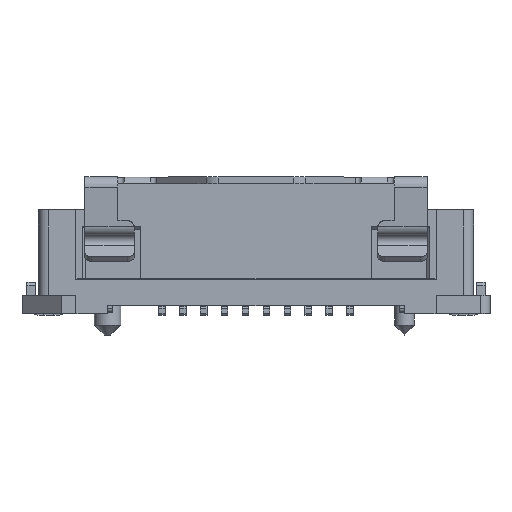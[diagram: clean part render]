
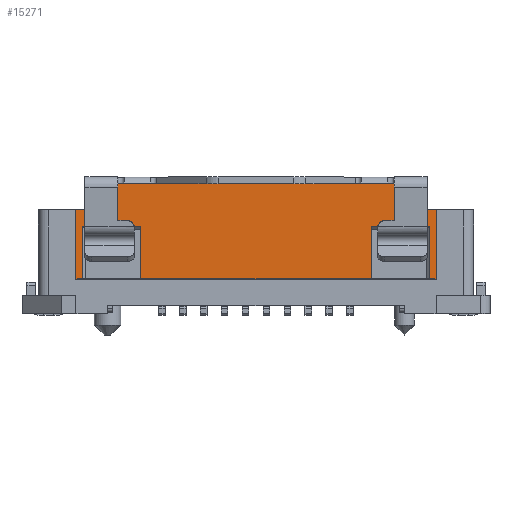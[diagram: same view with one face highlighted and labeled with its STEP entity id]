
A CAD part, top view. The second image highlights one B-rep face of the part: STEP entity #15271.
In plain terms, the highlighted planar face has unit normal (0, 0, 1).
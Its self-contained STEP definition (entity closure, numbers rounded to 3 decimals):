
#2912=DIRECTION('',(1.,0.,0.));
#2913=VECTOR('',#2912,0.46);
#2914=CARTESIAN_POINT('',(4.2,1.975,2.4));
#2915=LINE('',#2914,#2913);
#2916=DIRECTION('',(-0.707,0.707,0.));
#2917=VECTOR('',#2916,0.283);
#2918=CARTESIAN_POINT('',(4.86,1.775,2.4));
#2919=LINE('',#2918,#2917);
#2920=DIRECTION('',(0.,-1.,0.));
#2921=VECTOR('',#2920,0.6);
#2922=CARTESIAN_POINT('',(4.86,1.775,2.4));
#2923=LINE('',#2922,#2921);
#2924=DIRECTION('',(-1.,0.,0.));
#2925=VECTOR('',#2924,0.61);
#2926=CARTESIAN_POINT('',(5.47,1.175,2.4));
#2927=LINE('',#2926,#2925);
#2928=DIRECTION('',(0.,1.,0.));
#2929=VECTOR('',#2928,2.1);
#2930=CARTESIAN_POINT('',(5.47,-0.925,2.4));
#2931=LINE('',#2930,#2929);
#2932=DIRECTION('',(-1.,0.,0.));
#2933=VECTOR('',#2932,0.195);
#2934=CARTESIAN_POINT('',(5.47,-0.925,2.4));
#2935=LINE('',#2934,#2933);
#2936=DIRECTION('',(0.,1.,0.));
#2937=VECTOR('',#2936,1.6);
#2938=CARTESIAN_POINT('',(5.275,-0.925,2.4));
#2939=LINE('',#2938,#2937);
#2940=DIRECTION('',(-1.,0.,0.));
#2941=VECTOR('',#2940,1.775);
#2942=CARTESIAN_POINT('',(5.275,0.675,2.4));
#2943=LINE('',#2942,#2941);
#2944=DIRECTION('',(0.,1.,0.));
#2945=VECTOR('',#2944,1.6);
#2946=CARTESIAN_POINT('',(3.5,-0.925,2.4));
#2947=LINE('',#2946,#2945);
#2948=DIRECTION('',(-1.,0.,0.));
#2949=VECTOR('',#2948,7.);
#2950=CARTESIAN_POINT('',(3.5,-0.925,2.4));
#2951=LINE('',#2950,#2949);
#2952=DIRECTION('',(0.,1.,0.));
#2953=VECTOR('',#2952,1.6);
#2954=CARTESIAN_POINT('',(-3.5,-0.925,2.4));
#2955=LINE('',#2954,#2953);
#2956=DIRECTION('',(-1.,0.,0.));
#2957=VECTOR('',#2956,1.775);
#2958=CARTESIAN_POINT('',(-3.5,0.675,2.4));
#2959=LINE('',#2958,#2957);
#2960=DIRECTION('',(0.,1.,0.));
#2961=VECTOR('',#2960,1.6);
#2962=CARTESIAN_POINT('',(-5.275,-0.925,2.4));
#2963=LINE('',#2962,#2961);
#2964=DIRECTION('',(-1.,0.,0.));
#2965=VECTOR('',#2964,0.195);
#2966=CARTESIAN_POINT('',(-5.275,-0.925,2.4));
#2967=LINE('',#2966,#2965);
#2968=DIRECTION('',(0.,1.,0.));
#2969=VECTOR('',#2968,2.1);
#2970=CARTESIAN_POINT('',(-5.47,-0.925,2.4));
#2971=LINE('',#2970,#2969);
#2972=DIRECTION('',(1.,0.,0.));
#2973=VECTOR('',#2972,0.61);
#2974=CARTESIAN_POINT('',(-5.47,1.175,2.4));
#2975=LINE('',#2974,#2973);
#2976=DIRECTION('',(0.,-1.,0.));
#2977=VECTOR('',#2976,0.6);
#2978=CARTESIAN_POINT('',(-4.86,1.775,2.4));
#2979=LINE('',#2978,#2977);
#2980=DIRECTION('',(-0.707,-0.707,0.));
#2981=VECTOR('',#2980,0.283);
#2982=CARTESIAN_POINT('',(-4.66,1.975,2.4));
#2983=LINE('',#2982,#2981);
#2984=DIRECTION('',(-1.,0.,0.));
#2985=VECTOR('',#2984,0.46);
#2986=CARTESIAN_POINT('',(-4.2,1.975,2.4));
#2987=LINE('',#2986,#2985);
#2988=DIRECTION('',(0.,-1.,0.));
#2989=VECTOR('',#2988,0.005);
#2990=CARTESIAN_POINT('',(-1.959,1.975,2.4));
#2991=LINE('',#2990,#2989);
#2992=DIRECTION('',(-1.,0.,0.));
#2993=VECTOR('',#2992,3.917);
#2994=CARTESIAN_POINT('',(1.959,1.97,2.4));
#2995=LINE('',#2994,#2993);
#2996=DIRECTION('',(0.,-1.,0.));
#2997=VECTOR('',#2996,0.005);
#2998=CARTESIAN_POINT('',(1.959,1.975,2.4));
#2999=LINE('',#2998,#2997);
#4507=DIRECTION('',(-1.,0.,0.));
#4508=VECTOR('',#4507,2.241);
#4509=CARTESIAN_POINT('',(-1.959,1.975,2.4));
#4510=LINE('',#4509,#4508);
#4523=DIRECTION('',(-1.,0.,0.));
#4524=VECTOR('',#4523,2.241);
#4525=CARTESIAN_POINT('',(4.2,1.975,2.4));
#4526=LINE('',#4525,#4524);
#9031=CARTESIAN_POINT('',(5.47,1.175,2.4));
#9032=CARTESIAN_POINT('',(4.86,1.175,2.4));
#9033=VERTEX_POINT('',#9031);
#9034=VERTEX_POINT('',#9032);
#9035=CARTESIAN_POINT('',(-5.47,1.175,2.4));
#9036=CARTESIAN_POINT('',(-4.86,1.175,2.4));
#9037=VERTEX_POINT('',#9035);
#9038=VERTEX_POINT('',#9036);
#9139=CARTESIAN_POINT('',(-5.47,-0.925,2.4));
#9140=VERTEX_POINT('',#9139);
#9141=CARTESIAN_POINT('',(5.47,-0.925,2.4));
#9142=VERTEX_POINT('',#9141);
#9565=CARTESIAN_POINT('',(-3.5,-0.925,2.4));
#9567=VERTEX_POINT('',#9565);
#9569=CARTESIAN_POINT('',(3.5,-0.925,2.4));
#9571=VERTEX_POINT('',#9569);
#9857=CARTESIAN_POINT('',(4.86,1.775,2.4));
#9858=VERTEX_POINT('',#9857);
#9859=CARTESIAN_POINT('',(-4.86,1.775,2.4));
#9860=VERTEX_POINT('',#9859);
#9919=CARTESIAN_POINT('',(5.275,-0.925,2.4));
#9920=CARTESIAN_POINT('',(5.275,0.675,2.4));
#9921=VERTEX_POINT('',#9919);
#9922=VERTEX_POINT('',#9920);
#9924=CARTESIAN_POINT('',(3.5,0.675,2.4));
#9926=VERTEX_POINT('',#9924);
#9929=CARTESIAN_POINT('',(-3.5,0.675,2.4));
#9931=VERTEX_POINT('',#9929);
#9935=CARTESIAN_POINT('',(-5.275,0.675,2.4));
#9936=VERTEX_POINT('',#9935);
#9937=CARTESIAN_POINT('',(-5.275,-0.925,2.4));
#9938=VERTEX_POINT('',#9937);
#10267=CARTESIAN_POINT('',(-1.959,1.975,2.4));
#10269=VERTEX_POINT('',#10267);
#10271=CARTESIAN_POINT('',(1.959,1.975,2.4));
#10273=VERTEX_POINT('',#10271);
#10275=CARTESIAN_POINT('',(-1.959,1.97,2.4));
#10276=VERTEX_POINT('',#10275);
#10277=CARTESIAN_POINT('',(1.959,1.97,2.4));
#10278=VERTEX_POINT('',#10277);
#10516=CARTESIAN_POINT('',(-4.2,1.975,2.4));
#10517=VERTEX_POINT('',#10516);
#10518=CARTESIAN_POINT('',(-4.66,1.975,2.4));
#10519=VERTEX_POINT('',#10518);
#10574=CARTESIAN_POINT('',(4.2,1.975,2.4));
#10575=CARTESIAN_POINT('',(4.66,1.975,2.4));
#10576=VERTEX_POINT('',#10574);
#10577=VERTEX_POINT('',#10575);
#15222=CARTESIAN_POINT('',(7.11,-0.925,2.4));
#15223=DIRECTION('',(0.,0.,-1.));
#15224=DIRECTION('',(0.,1.,0.));
#15225=AXIS2_PLACEMENT_3D('',#15222,#15223,#15224);
#15226=PLANE('',#15225);
#15227=ORIENTED_EDGE('',*,*,#15210,.T.);
#15229=ORIENTED_EDGE('',*,*,#15228,.F.);
#15230=ORIENTED_EDGE('',*,*,#14062,.T.);
#15231=ORIENTED_EDGE('',*,*,#13911,.F.);
#15233=ORIENTED_EDGE('',*,*,#15232,.F.);
#15235=ORIENTED_EDGE('',*,*,#15234,.T.);
#15236=ORIENTED_EDGE('',*,*,#15021,.T.);
#15238=ORIENTED_EDGE('',*,*,#15237,.T.);
#15240=ORIENTED_EDGE('',*,*,#15239,.F.);
#15242=ORIENTED_EDGE('',*,*,#15241,.T.);
#15244=ORIENTED_EDGE('',*,*,#15243,.T.);
#15246=ORIENTED_EDGE('',*,*,#15245,.T.);
#15248=ORIENTED_EDGE('',*,*,#15247,.F.);
#15250=ORIENTED_EDGE('',*,*,#15249,.T.);
#15252=ORIENTED_EDGE('',*,*,#15251,.T.);
#15253=ORIENTED_EDGE('',*,*,#13876,.T.);
#15255=ORIENTED_EDGE('',*,*,#15254,.F.);
#15257=ORIENTED_EDGE('',*,*,#15256,.F.);
#15259=ORIENTED_EDGE('',*,*,#15258,.F.);
#15261=ORIENTED_EDGE('',*,*,#15260,.F.);
#15263=ORIENTED_EDGE('',*,*,#15262,.T.);
#15264=ORIENTED_EDGE('',*,*,#14694,.F.);
#15266=ORIENTED_EDGE('',*,*,#15265,.F.);
#15268=ORIENTED_EDGE('',*,*,#15267,.F.);
#15269=EDGE_LOOP('',(#15227,#15229,#15230,#15231,#15233,#15235,#15236,#15238,
#15240,#15242,#15244,#15246,#15248,#15250,#15252,#15253,#15255,#15257,#15259,
#15261,#15263,#15264,#15266,#15268));
#15270=FACE_OUTER_BOUND('',#15269,.F.);
#15271=ADVANCED_FACE('',(#15270),#15226,.F.);
#13876=EDGE_CURVE('',#9037,#9038,#2975,.T.);
#13911=EDGE_CURVE('',#9033,#9034,#2927,.T.);
#14062=EDGE_CURVE('',#9858,#9034,#2923,.T.);
#14694=EDGE_CURVE('',#10278,#10276,#2995,.T.);
#15021=EDGE_CURVE('',#9921,#9922,#2939,.T.);
#15210=EDGE_CURVE('',#10576,#10577,#2915,.T.);
#15228=EDGE_CURVE('',#9858,#10577,#2919,.T.);
#15232=EDGE_CURVE('',#9142,#9033,#2931,.T.);
#15234=EDGE_CURVE('',#9142,#9921,#2935,.T.);
#15237=EDGE_CURVE('',#9922,#9926,#2943,.T.);
#15239=EDGE_CURVE('',#9571,#9926,#2947,.T.);
#15241=EDGE_CURVE('',#9571,#9567,#2951,.T.);
#15243=EDGE_CURVE('',#9567,#9931,#2955,.T.);
#15245=EDGE_CURVE('',#9931,#9936,#2959,.T.);
#15247=EDGE_CURVE('',#9938,#9936,#2963,.T.);
#15249=EDGE_CURVE('',#9938,#9140,#2967,.T.);
#15251=EDGE_CURVE('',#9140,#9037,#2971,.T.);
#15254=EDGE_CURVE('',#9860,#9038,#2979,.T.);
#15256=EDGE_CURVE('',#10519,#9860,#2983,.T.);
#15258=EDGE_CURVE('',#10517,#10519,#2987,.T.);
#15260=EDGE_CURVE('',#10269,#10517,#4510,.T.);
#15262=EDGE_CURVE('',#10269,#10276,#2991,.T.);
#15265=EDGE_CURVE('',#10273,#10278,#2999,.T.);
#15267=EDGE_CURVE('',#10576,#10273,#4526,.T.);
